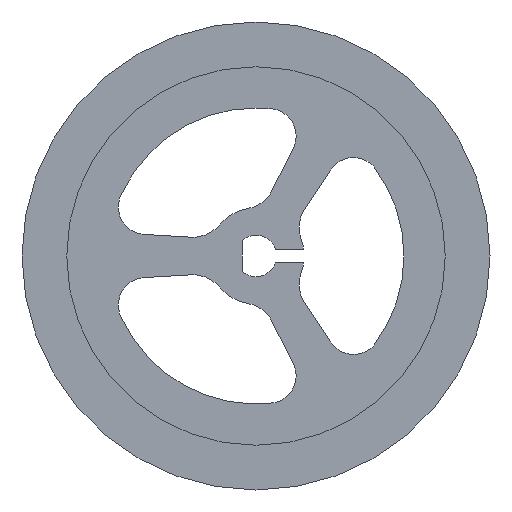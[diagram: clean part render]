
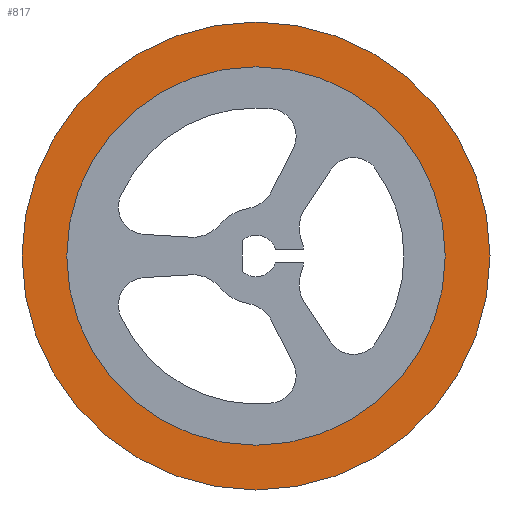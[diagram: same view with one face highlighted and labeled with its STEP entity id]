
A CAD part, left-side view. The second image highlights one B-rep face of the part: STEP entity #817.
In plain terms, the highlighted planar face has unit normal (-1, 0, 0).
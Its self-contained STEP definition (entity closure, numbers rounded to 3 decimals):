
#12 = FACE_BOUND ( 'NONE', #345, .T. ) ;
#91 = CARTESIAN_POINT ( 'NONE',  ( -2., 0., 17. ) ) ;
#114 = ORIENTED_EDGE ( 'NONE', *, *, #566, .F. ) ;
#128 = DIRECTION ( 'NONE',  ( 1., 0., 0. ) ) ;
#213 = ORIENTED_EDGE ( 'NONE', *, *, #1428, .T. ) ;
#214 = CIRCLE ( 'NONE', #435, 17. ) ;
#292 = EDGE_CURVE ( 'NONE', #912, #747, #214, .T. ) ;
#315 = CARTESIAN_POINT ( 'NONE',  ( -2., 0., 13.75 ) ) ;
#345 = EDGE_LOOP ( 'NONE', ( #213, #1458 ) ) ;
#349 = AXIS2_PLACEMENT_3D ( 'NONE', #565, #823, #1311 ) ;
#435 = AXIS2_PLACEMENT_3D ( 'NONE', #583, #1472, #589 ) ;
#516 = CARTESIAN_POINT ( 'NONE',  ( -2., 0., -17. ) ) ;
#528 = EDGE_CURVE ( 'NONE', #1517, #686, #856, .T. ) ;
#565 = CARTESIAN_POINT ( 'NONE',  ( -2., 0., 0. ) ) ;
#566 = EDGE_CURVE ( 'NONE', #747, #912, #805, .T. ) ;
#581 = CARTESIAN_POINT ( 'NONE',  ( -2., 0., 0. ) ) ;
#583 = CARTESIAN_POINT ( 'NONE',  ( -2., 0., 0. ) ) ;
#589 = DIRECTION ( 'NONE',  ( 0., 0., -1. ) ) ;
#673 = CARTESIAN_POINT ( 'NONE',  ( -2., 0., 0. ) ) ;
#686 = VERTEX_POINT ( 'NONE', #315 ) ;
#747 = VERTEX_POINT ( 'NONE', #91 ) ;
#788 = EDGE_LOOP ( 'NONE', ( #114, #1148 ) ) ;
#805 = CIRCLE ( 'NONE', #349, 17. ) ;
#817 = ADVANCED_FACE ( 'NONE', ( #1256, #12 ), #1134, .F. ) ;
#823 = DIRECTION ( 'NONE',  ( 1., 0., 0. ) ) ;
#846 = DIRECTION ( 'NONE',  ( 1., 0., 0. ) ) ;
#852 = DIRECTION ( 'NONE',  ( 0., 0., -1. ) ) ;
#856 = CIRCLE ( 'NONE', #1080, 13.75 ) ;
#912 = VERTEX_POINT ( 'NONE', #516 ) ;
#1041 = AXIS2_PLACEMENT_3D ( 'NONE', #581, #846, #852 ) ;
#1051 = DIRECTION ( 'NONE',  ( 0., 0., -1. ) ) ;
#1080 = AXIS2_PLACEMENT_3D ( 'NONE', #673, #1423, #1051 ) ;
#1107 = CARTESIAN_POINT ( 'NONE',  ( -2., 0., 0. ) ) ;
#1134 = PLANE ( 'NONE',  #1298 ) ;
#1148 = ORIENTED_EDGE ( 'NONE', *, *, #292, .F. ) ;
#1256 = FACE_OUTER_BOUND ( 'NONE', #788, .T. ) ;
#1274 = DIRECTION ( 'NONE',  ( 0., 0., -1. ) ) ;
#1298 = AXIS2_PLACEMENT_3D ( 'NONE', #1107, #128, #1274 ) ;
#1311 = DIRECTION ( 'NONE',  ( 0., 0., -1. ) ) ;
#1326 = CIRCLE ( 'NONE', #1041, 13.75 ) ;
#1423 = DIRECTION ( 'NONE',  ( 1., 0., 0. ) ) ;
#1428 = EDGE_CURVE ( 'NONE', #686, #1517, #1326, .T. ) ;
#1458 = ORIENTED_EDGE ( 'NONE', *, *, #528, .T. ) ;
#1472 = DIRECTION ( 'NONE',  ( 1., 0., 0. ) ) ;
#1517 = VERTEX_POINT ( 'NONE', #1561 ) ;
#1561 = CARTESIAN_POINT ( 'NONE',  ( -2., 0., -13.75 ) ) ;
